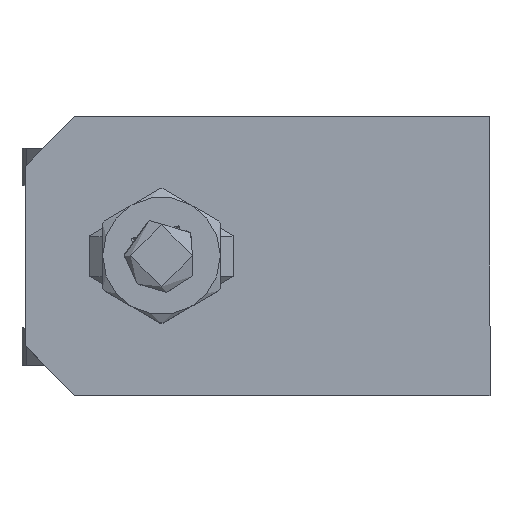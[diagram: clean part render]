
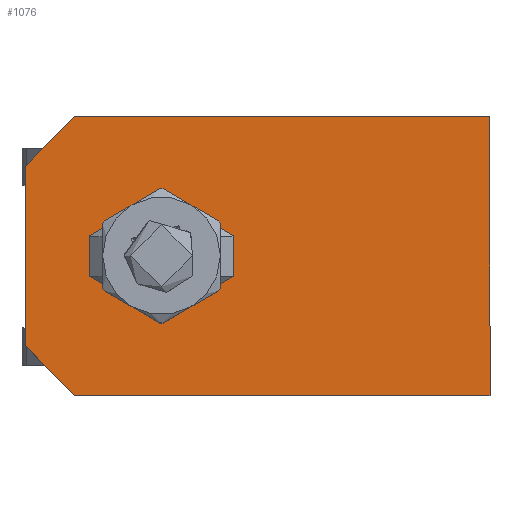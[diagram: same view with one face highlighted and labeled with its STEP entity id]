
A CAD part, top view. The second image highlights one B-rep face of the part: STEP entity #1076.
In plain terms, the highlighted planar face has unit normal (0, 0, 1).
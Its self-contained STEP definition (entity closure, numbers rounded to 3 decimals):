
#50 = CARTESIAN_POINT ( 'NONE',  ( -37.5, 22.5, 3. ) ) ;
#109 = CARTESIAN_POINT ( 'NONE',  ( -9.5, -6.5, 3. ) ) ;
#236 = VERTEX_POINT ( 'NONE', #15446 ) ;
#255 = EDGE_CURVE ( 'NONE', #6468, #14341, #10857, .T. ) ;
#409 = EDGE_LOOP ( 'NONE', ( #15800, #10199, #8039, #514, #11625, #16263 ) ) ;
#514 = ORIENTED_EDGE ( 'NONE', *, *, #1163, .T. ) ;
#522 = CARTESIAN_POINT ( 'NONE',  ( 0., 0., 3. ) ) ;
#564 = DIRECTION ( 'NONE',  ( 1., 0., 0. ) ) ;
#633 = DIRECTION ( 'NONE',  ( 1., 0., 0. ) ) ;
#689 = EDGE_CURVE ( 'NONE', #1569, #236, #14319, .T. ) ;
#1076 = ADVANCED_FACE ( 'NONE', ( #4306, #10251 ), #10933, .T. ) ;
#1125 = CARTESIAN_POINT ( 'NONE',  ( -21.5, -6.5, 3. ) ) ;
#1163 = EDGE_CURVE ( 'NONE', #6533, #12303, #11682, .T. ) ;
#1286 = ORIENTED_EDGE ( 'NONE', *, *, #9394, .F. ) ;
#1569 = VERTEX_POINT ( 'NONE', #109 ) ;
#1656 = AXIS2_PLACEMENT_3D ( 'NONE', #5796, #8362, #633 ) ;
#1758 = AXIS2_PLACEMENT_3D ( 'NONE', #14920, #9755, #4561 ) ;
#2682 = CARTESIAN_POINT ( 'NONE',  ( -37.5, 22.5, 3. ) ) ;
#2756 = CARTESIAN_POINT ( 'NONE',  ( 37.5, 22.5, 3. ) ) ;
#3054 = VECTOR ( 'NONE', #15796, 1000. ) ;
#3384 = CIRCLE ( 'NONE', #1758, 6.5 ) ;
#3495 = VERTEX_POINT ( 'NONE', #15841 ) ;
#3598 = CARTESIAN_POINT ( 'NONE',  ( -21.5, 6.5, 3. ) ) ;
#3752 = DIRECTION ( 'NONE',  ( -1., 0., 0. ) ) ;
#3978 = DIRECTION ( 'NONE',  ( 0., -1., 0. ) ) ;
#4306 = FACE_OUTER_BOUND ( 'NONE', #409, .T. ) ;
#4561 = DIRECTION ( 'NONE',  ( 1., 0., 0. ) ) ;
#5796 = CARTESIAN_POINT ( 'NONE',  ( -9.5, 0., 3. ) ) ;
#6205 = EDGE_CURVE ( 'NONE', #14341, #6533, #11814, .T. ) ;
#6468 = VERTEX_POINT ( 'NONE', #14813 ) ;
#6517 = LINE ( 'NONE', #2682, #16483 ) ;
#6533 = VERTEX_POINT ( 'NONE', #8281 ) ;
#6588 = VECTOR ( 'NONE', #15449, 1000. ) ;
#7310 = LINE ( 'NONE', #11322, #16071 ) ;
#7413 = CARTESIAN_POINT ( 'NONE',  ( -29.5, -22.5, 3. ) ) ;
#8039 = ORIENTED_EDGE ( 'NONE', *, *, #6205, .T. ) ;
#8138 = EDGE_CURVE ( 'NONE', #9835, #3495, #7310, .T. ) ;
#8224 = VERTEX_POINT ( 'NONE', #3598 ) ;
#8281 = CARTESIAN_POINT ( 'NONE',  ( 37.5, -22.5, 3. ) ) ;
#8362 = DIRECTION ( 'NONE',  ( 0., 0., 1. ) ) ;
#8624 = CARTESIAN_POINT ( 'NONE',  ( -37.5, -22.5, 3. ) ) ;
#8661 = VERTEX_POINT ( 'NONE', #1125 ) ;
#8686 = DIRECTION ( 'NONE',  ( 1., 0., 0. ) ) ;
#8996 = ORIENTED_EDGE ( 'NONE', *, *, #15430, .F. ) ;
#9084 = DIRECTION ( 'NONE',  ( -1., 0., 0. ) ) ;
#9394 = EDGE_CURVE ( 'NONE', #236, #8224, #9531, .T. ) ;
#9480 = CARTESIAN_POINT ( 'NONE',  ( -26., -26., 3. ) ) ;
#9531 = LINE ( 'NONE', #12786, #11591 ) ;
#9755 = DIRECTION ( 'NONE',  ( 0., 0., 1. ) ) ;
#9835 = VERTEX_POINT ( 'NONE', #13453 ) ;
#9968 = LINE ( 'NONE', #13193, #3054 ) ;
#10199 = ORIENTED_EDGE ( 'NONE', *, *, #255, .T. ) ;
#10251 = FACE_BOUND ( 'NONE', #13366, .T. ) ;
#10433 = VECTOR ( 'NONE', #13548, 1000. ) ;
#10680 = AXIS2_PLACEMENT_3D ( 'NONE', #522, #12135, #564 ) ;
#10857 = LINE ( 'NONE', #9480, #6588 ) ;
#10933 = PLANE ( 'NONE',  #10680 ) ;
#11014 = ORIENTED_EDGE ( 'NONE', *, *, #689, .F. ) ;
#11136 = EDGE_CURVE ( 'NONE', #12303, #9835, #14968, .T. ) ;
#11322 = CARTESIAN_POINT ( 'NONE',  ( -26., 26., 3. ) ) ;
#11426 = EDGE_CURVE ( 'NONE', #8224, #8661, #3384, .T. ) ;
#11591 = VECTOR ( 'NONE', #3752, 1000. ) ;
#11625 = ORIENTED_EDGE ( 'NONE', *, *, #11136, .T. ) ;
#11682 = LINE ( 'NONE', #13376, #10433 ) ;
#11814 = LINE ( 'NONE', #8624, #16064 ) ;
#12135 = DIRECTION ( 'NONE',  ( 0., 0., 1. ) ) ;
#12303 = VERTEX_POINT ( 'NONE', #2756 ) ;
#12786 = CARTESIAN_POINT ( 'NONE',  ( -21.5, 6.5, 3. ) ) ;
#13193 = CARTESIAN_POINT ( 'NONE',  ( -21.5, -6.5, 3. ) ) ;
#13366 = EDGE_LOOP ( 'NONE', ( #8996, #13368, #1286, #11014 ) ) ;
#13368 = ORIENTED_EDGE ( 'NONE', *, *, #11426, .F. ) ;
#13376 = CARTESIAN_POINT ( 'NONE',  ( 37.5, 22.5, 3. ) ) ;
#13453 = CARTESIAN_POINT ( 'NONE',  ( -29.5, 22.5, 3. ) ) ;
#13548 = DIRECTION ( 'NONE',  ( 0., 1., 0. ) ) ;
#13895 = DIRECTION ( 'NONE',  ( -0.707, -0.707, 0. ) ) ;
#14319 = CIRCLE ( 'NONE', #1656, 6.5 ) ;
#14341 = VERTEX_POINT ( 'NONE', #7413 ) ;
#14813 = CARTESIAN_POINT ( 'NONE',  ( -37.5, -14.5, 3. ) ) ;
#14920 = CARTESIAN_POINT ( 'NONE',  ( -21.5, 0., 3. ) ) ;
#14968 = LINE ( 'NONE', #50, #16000 ) ;
#15402 = EDGE_CURVE ( 'NONE', #3495, #6468, #6517, .T. ) ;
#15430 = EDGE_CURVE ( 'NONE', #8661, #1569, #9968, .T. ) ;
#15446 = CARTESIAN_POINT ( 'NONE',  ( -9.5, 6.5, 3. ) ) ;
#15449 = DIRECTION ( 'NONE',  ( 0.707, -0.707, 0. ) ) ;
#15796 = DIRECTION ( 'NONE',  ( 1., 0., 0. ) ) ;
#15800 = ORIENTED_EDGE ( 'NONE', *, *, #15402, .T. ) ;
#15841 = CARTESIAN_POINT ( 'NONE',  ( -37.5, 14.5, 3. ) ) ;
#16000 = VECTOR ( 'NONE', #9084, 1000. ) ;
#16064 = VECTOR ( 'NONE', #8686, 1000. ) ;
#16071 = VECTOR ( 'NONE', #13895, 1000. ) ;
#16263 = ORIENTED_EDGE ( 'NONE', *, *, #8138, .T. ) ;
#16483 = VECTOR ( 'NONE', #3978, 1000. ) ;
